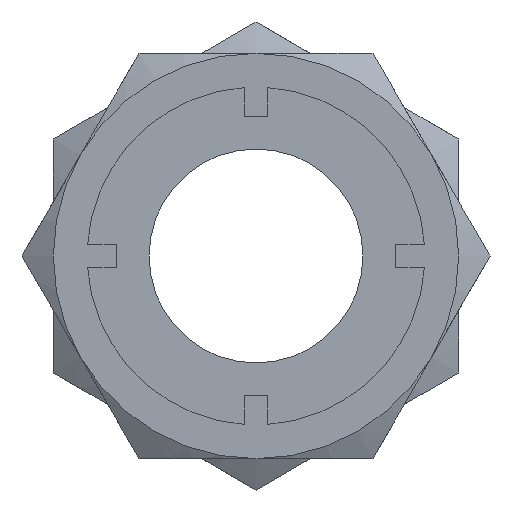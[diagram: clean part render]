
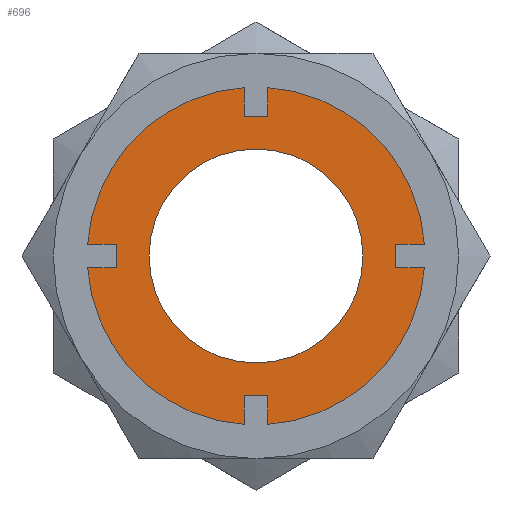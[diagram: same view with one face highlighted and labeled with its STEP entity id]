
A CAD part, left-side view. The second image highlights one B-rep face of the part: STEP entity #696.
In plain terms, the highlighted planar face has unit normal (-1, 0, 0).
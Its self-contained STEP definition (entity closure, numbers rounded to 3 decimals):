
#366=VERTEX_POINT('',#980);
#370=EDGE_CURVE('',#472,#618,#985,.T.);
#390=EDGE_CURVE('',#866,#426,#1006,.T.);
#394=EDGE_CURVE('',#472,#418,#1011,.T.);
#406=EDGE_CURVE('',#474,#548,#1025,.T.);
#408=EDGE_CURVE('',#820,#366,#1027,.T.);
#418=VERTEX_POINT('',#1038);
#424=EDGE_CURVE('',#592,#366,#1046,.T.);
#426=VERTEX_POINT('',#1048);
#472=VERTEX_POINT('',#1098);
#474=VERTEX_POINT('',#1100);
#510=EDGE_CURVE('',#668,#578,#1140,.T.);
#544=EDGE_CURVE('',#474,#774,#1174,.T.);
#548=VERTEX_POINT('',#1180);
#568=EDGE_CURVE('',#630,#894,#1201,.T.);
#570=EDGE_CURVE('',#578,#618,#1203,.T.);
#576=EDGE_CURVE('',#592,#818,#1210,.T.);
#578=VERTEX_POINT('',#1212);
#592=VERTEX_POINT('',#1227);
#618=VERTEX_POINT('',#1256);
#630=VERTEX_POINT('',#1271);
#634=EDGE_CURVE('',#754,#668,#1276,.T.);
#654=EDGE_CURVE('',#818,#772,#1297,.T.);
#668=VERTEX_POINT('',#1315);
#676=EDGE_CURVE('',#772,#548,#1323,.T.);
#688=EDGE_CURVE('',#418,#820,#1337,.T.);
#696=ADVANCED_FACE('',(#1346,#1347),#1348,.T.);
#726=EDGE_CURVE('',#894,#630,#1378,.T.);
#754=VERTEX_POINT('',#1410);
#770=EDGE_CURVE('',#774,#866,#1427,.T.);
#772=VERTEX_POINT('',#1429);
#774=VERTEX_POINT('',#1431);
#804=EDGE_CURVE('',#754,#426,#1464,.T.);
#818=VERTEX_POINT('',#1480);
#820=VERTEX_POINT('',#1482);
#866=VERTEX_POINT('',#1533);
#894=VERTEX_POINT('',#1564);
#980=CARTESIAN_POINT('',(-17.,-1.05,-14.963));
#985=CIRCLE('',#1688,15.0);
#1006=LINE('',#1728,#1729);
#1011=LINE('',#1735,#1736);
#1025=CIRCLE('',#1754,15.0);
#1027=LINE('',#1757,#1758);
#1038=CARTESIAN_POINT('',(-17.0,1.05,-12.4));
#1046=CIRCLE('',#1790,15.0);
#1048=CARTESIAN_POINT('',(-17.,1.05,14.963));
#1098=CARTESIAN_POINT('',(-17.,1.05,-14.963));
#1100=CARTESIAN_POINT('',(-17.,-1.05,14.963));
#1140=LINE('',#1978,#1979);
#1174=LINE('',#2087,#2088);
#1180=CARTESIAN_POINT('',(-17.,-14.963,1.05));
#1201=CIRCLE('',#2136,9.5);
#1203=LINE('',#2139,#2140);
#1210=LINE('',#2158,#2159);
#1212=CARTESIAN_POINT('',(-17.0,12.4,-1.05));
#1227=CARTESIAN_POINT('',(-17.,-14.963,-1.05));
#1256=CARTESIAN_POINT('',(-17.,14.963,-1.05));
#1271=CARTESIAN_POINT('',(-17.,0.,9.5));
#1276=LINE('',#2304,#2305);
#1297=LINE('',#2345,#2346);
#1315=CARTESIAN_POINT('',(-17.0,12.4,1.05));
#1323=LINE('',#2374,#2375);
#1337=LINE('',#2395,#2396);
#1346=FACE_BOUND('',#2407,.T.);
#1347=FACE_OUTER_BOUND('',#2408,.T.);
#1348=PLANE('',#2409);
#1378=CIRCLE('',#2458,9.5);
#1410=CARTESIAN_POINT('',(-17.,14.963,1.05));
#1427=LINE('',#2550,#2551);
#1429=CARTESIAN_POINT('',(-17.0,-12.4,1.05));
#1431=CARTESIAN_POINT('',(-17.0,-1.05,12.4));
#1464=CIRCLE('',#2629,15.0);
#1480=CARTESIAN_POINT('',(-17.0,-12.4,-1.05));
#1482=CARTESIAN_POINT('',(-17.0,-1.05,-12.4));
#1533=CARTESIAN_POINT('',(-17.0,1.05,12.4));
#1564=CARTESIAN_POINT('',(-17.,0.,-9.5));
#1688=AXIS2_PLACEMENT_3D('',#2949,#2950,#2951);
#1728=CARTESIAN_POINT('',(-17.,1.05,13.75));
#1729=VECTOR('',#2969,1.0);
#1735=CARTESIAN_POINT('',(-17.,1.05,0.05));
#1736=VECTOR('',#2978,1.0);
#1754=AXIS2_PLACEMENT_3D('',#2998,#2999,#3000);
#1757=CARTESIAN_POINT('',(-17.,-1.05,-1.25));
#1758=VECTOR('',#3001,1.0);
#1790=AXIS2_PLACEMENT_3D('',#3026,#3027,#3028);
#1978=CARTESIAN_POINT('',(-17.,12.4,5.725));
#1979=VECTOR('',#3118,1.0);
#2087=CARTESIAN_POINT('',(-17.,-1.05,12.45));
#2088=VECTOR('',#3128,1.0);
#2136=AXIS2_PLACEMENT_3D('',#3166,#3167,#3168);
#2139=CARTESIAN_POINT('',(-17.,7.5,-1.05));
#2140=VECTOR('',#3169,1.0);
#2158=CARTESIAN_POINT('',(-17.,-6.2,-1.05));
#2159=VECTOR('',#3177,1.0);
#2304=CARTESIAN_POINT('',(-17.,6.2,1.05));
#2305=VECTOR('',#3244,1.0);
#2345=CARTESIAN_POINT('',(-17.,-12.4,6.775));
#2346=VECTOR('',#3264,1.0);
#2374=CARTESIAN_POINT('',(-17.,-7.5,1.05));
#2375=VECTOR('',#3300,1.0);
#2395=CARTESIAN_POINT('',(-17.,-0.525,-12.4));
#2396=VECTOR('',#3320,1.0);
#2407=EDGE_LOOP('',(#3330,#3331));
#2408=EDGE_LOOP('',(#3332,#3333,#3334,#3335,#3336,#3337,#3338,#3339,#3340,#3341,#3342,#3343,#3344,#3345,#3346,#3347));
#2409=AXIS2_PLACEMENT_3D('',#3348,#3349,#3350);
#2458=AXIS2_PLACEMENT_3D('',#3364,#3365,#3366);
#2550=CARTESIAN_POINT('',(-17.,0.525,12.4));
#2551=VECTOR('',#3424,1.0);
#2629=AXIS2_PLACEMENT_3D('',#3455,#3456,#3457);
#2949=CARTESIAN_POINT('',(-17.,0.,0.));
#2950=DIRECTION('',(1.0,0.0,-0.0));
#2951=DIRECTION('',(0.0,0.,1.0));
#2969=DIRECTION('',(0.0,0.0,1.0));
#2978=DIRECTION('',(0.0,0.0,1.0));
#2998=CARTESIAN_POINT('',(-17.,0.,0.));
#2999=DIRECTION('',(1.0,0.0,-0.0));
#3000=DIRECTION('',(0.0,0.,1.0));
#3001=DIRECTION('',(0.0,0.0,-1.0));
#3026=CARTESIAN_POINT('',(-17.,0.,0.));
#3027=DIRECTION('',(1.0,0.0,-0.0));
#3028=DIRECTION('',(0.0,0.,1.0));
#3118=DIRECTION('',(0.0,0.0,-1.0));
#3128=DIRECTION('',(0.0,0.0,-1.0));
#3166=CARTESIAN_POINT('',(-17.,0.,0.));
#3167=DIRECTION('',(-1.0,0.0,0.0));
#3168=DIRECTION('',(0.0,0.,1.0));
#3169=DIRECTION('',(0.0,1.0,0.0));
#3177=DIRECTION('',(0.0,1.0,0.0));
#3244=DIRECTION('',(0.0,-1.0,0.0));
#3264=DIRECTION('',(0.0,0.0,1.0));
#3300=DIRECTION('',(0.0,-1.0,0.0));
#3320=DIRECTION('',(0.0,-1.0,0.0));
#3330=ORIENTED_EDGE('',*,*,#726,.F.);
#3331=ORIENTED_EDGE('',*,*,#568,.F.);
#3332=ORIENTED_EDGE('',*,*,#576,.T.);
#3333=ORIENTED_EDGE('',*,*,#654,.T.);
#3334=ORIENTED_EDGE('',*,*,#676,.T.);
#3335=ORIENTED_EDGE('',*,*,#406,.F.);
#3336=ORIENTED_EDGE('',*,*,#544,.T.);
#3337=ORIENTED_EDGE('',*,*,#770,.T.);
#3338=ORIENTED_EDGE('',*,*,#390,.T.);
#3339=ORIENTED_EDGE('',*,*,#804,.F.);
#3340=ORIENTED_EDGE('',*,*,#634,.T.);
#3341=ORIENTED_EDGE('',*,*,#510,.T.);
#3342=ORIENTED_EDGE('',*,*,#570,.T.);
#3343=ORIENTED_EDGE('',*,*,#370,.F.);
#3344=ORIENTED_EDGE('',*,*,#394,.T.);
#3345=ORIENTED_EDGE('',*,*,#688,.T.);
#3346=ORIENTED_EDGE('',*,*,#408,.T.);
#3347=ORIENTED_EDGE('',*,*,#424,.F.);
#3348=CARTESIAN_POINT('',(-17.,0.,12.5));
#3349=DIRECTION('',(-1.0,-0.0,0.0));
#3350=DIRECTION('',(0.0,0.,-1.0));
#3364=CARTESIAN_POINT('',(-17.,0.,0.));
#3365=DIRECTION('',(-1.0,0.0,0.0));
#3366=DIRECTION('',(0.0,0.,1.0));
#3424=DIRECTION('',(0.0,1.0,0.0));
#3455=CARTESIAN_POINT('',(-17.,0.,0.));
#3456=DIRECTION('',(1.0,0.0,-0.0));
#3457=DIRECTION('',(0.0,0.,1.0));
